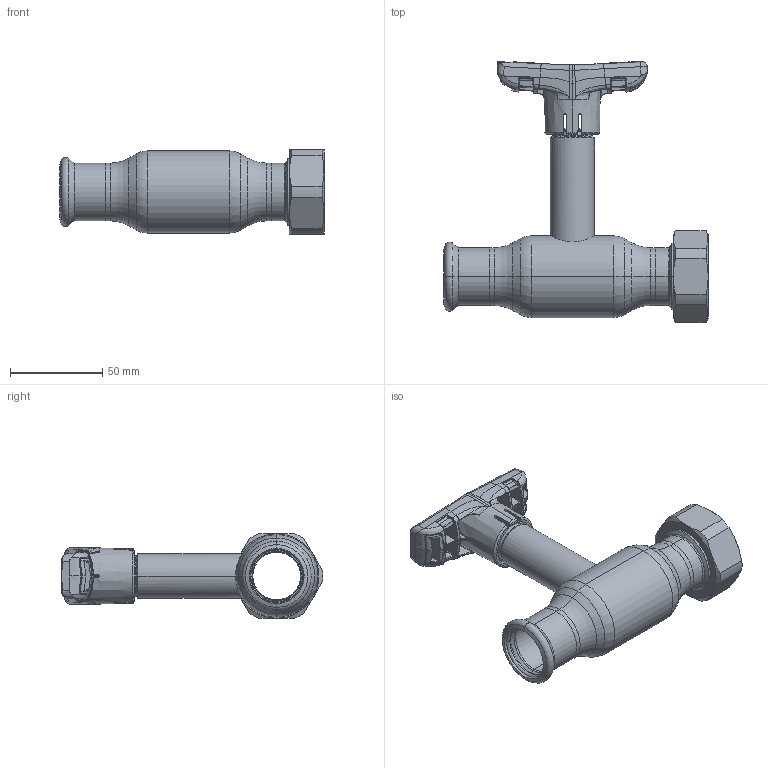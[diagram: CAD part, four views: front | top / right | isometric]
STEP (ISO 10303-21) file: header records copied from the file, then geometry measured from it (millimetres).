
FILE_DESCRIPTION (( 'STEP AP214' ), '1' );
FILE_NAME ('2025001401-0400.step', '2023-12-12T08:57:20', ( '' ), ( '' ), 'SwSTEP 2.0', 'SolidWorks 2021', '' );
FILE_SCHEMA (( 'AUTOMOTIVE_DESIGN' ));
Length unit declared in the file: millimetre
Products named in the file (1): 2025001401-0400
Bounding box: 143.52 x 141.76 x 46 mm (x, y, z)
Surface area: 45563 mm2 (no closed solid volume)
Topology: 0 solids, 10 shells, 605 faces, 2013 edges, 1330 vertices
Faces by surface type: bspline 447, plane 53, cylinder 40, cone 34, torus 23, sphere 8
Entity records: 55862 total; most frequent: CARTESIAN_POINT 36270, ORIENTED_EDGE 3278, EDGE_CURVE 2008, B_SPLINE_CURVE_WITH_KNOTS 1402, DIRECTION 1348, VERTEX_POINT 1329, EDGE_LOOP 618, UNCERTAINTY_MEASURE_WITH_UNIT 606
